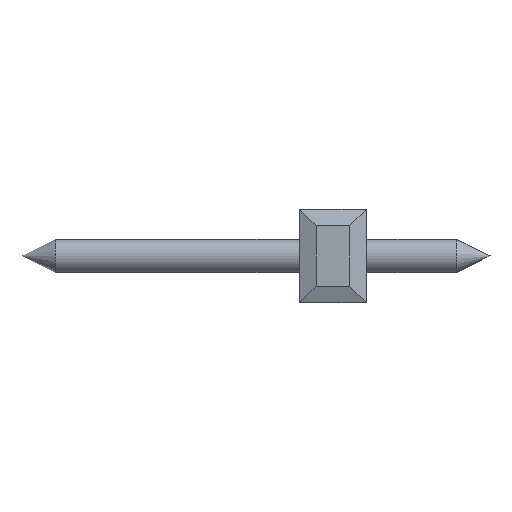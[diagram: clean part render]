
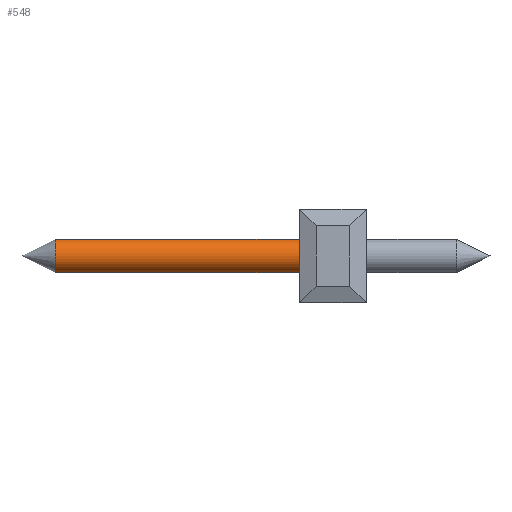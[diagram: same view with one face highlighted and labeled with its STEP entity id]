
A CAD part, left-side view. The second image highlights one B-rep face of the part: STEP entity #548.
In plain terms, the highlighted cylindrical face has radius 0.5 mm (diameter 1 mm), a full revolution.
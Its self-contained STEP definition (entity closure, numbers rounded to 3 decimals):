
#548 = ADVANCED_FACE( '', ( #1581, #1582 ), #1583, .T. );
#1581 = FACE_OUTER_BOUND( '', #3202, .T. );
#1582 = FACE_OUTER_BOUND( '', #3203, .T. );
#1583 = CYLINDRICAL_SURFACE( '', #3204, 0.5 );
#3202 = EDGE_LOOP( '', ( #4885 ) );
#3203 = EDGE_LOOP( '', ( #4886 ) );
#3204 = AXIS2_PLACEMENT_3D( '', #4887, #4888, #4889 );
#4885 = ORIENTED_EDGE( '', *, *, #9047, .F. );
#4886 = ORIENTED_EDGE( '', *, *, #9048, .T. );
#4887 = CARTESIAN_POINT( '', ( 157.685, 131.078, 86.3 ) );
#4888 = DIRECTION( '', ( 0., 1., 0. ) );
#4889 = DIRECTION( '', ( 1., 0., 0. ) );
#9047 = EDGE_CURVE( '', #10715, #10715, #10716, .F. );
#9048 = EDGE_CURVE( '', #10717, #10717, #10718, .F. );
#10715 = VERTEX_POINT( '', #12996 );
#10716 = CIRCLE( '', #12997, 0.5 );
#10717 = VERTEX_POINT( '', #12998 );
#10718 = CIRCLE( '', #12999, 0.5 );
#12996 = CARTESIAN_POINT( '', ( 157.185, 122.578, 86.3 ) );
#12997 = AXIS2_PLACEMENT_3D( '', #16106, #16107, #16108 );
#12998 = CARTESIAN_POINT( '', ( 157.185, 130.078, 86.3 ) );
#12999 = AXIS2_PLACEMENT_3D( '', #16109, #16110, #16111 );
#16106 = CARTESIAN_POINT( '', ( 157.685, 122.578, 86.3 ) );
#16107 = DIRECTION( '', ( 0., 1., 0. ) );
#16108 = DIRECTION( '', ( -1., 0., 0. ) );
#16109 = CARTESIAN_POINT( '', ( 157.685, 130.078, 86.3 ) );
#16110 = DIRECTION( '', ( 0., 1., 0. ) );
#16111 = DIRECTION( '', ( -1., 0., 0. ) );
